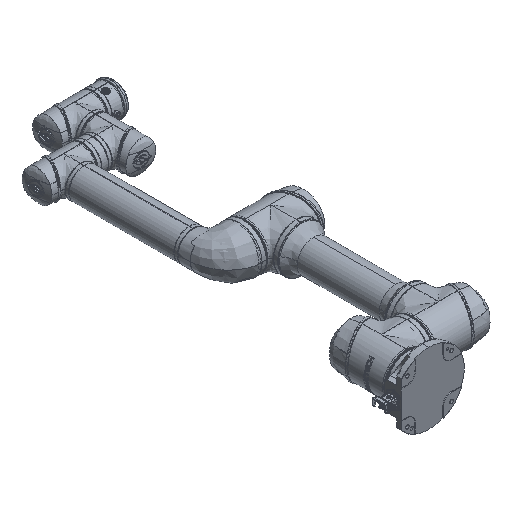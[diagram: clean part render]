
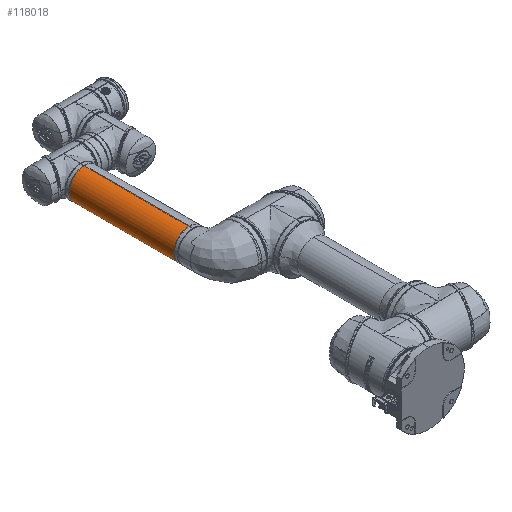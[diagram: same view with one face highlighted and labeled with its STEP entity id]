
A CAD part, isometric view. The second image highlights one B-rep face of the part: STEP entity #118018.
In plain terms, the highlighted cylindrical face has radius 39 mm (diameter 78 mm), a partial arc.
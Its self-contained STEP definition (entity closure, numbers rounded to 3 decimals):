
#20764 = ORIENTED_EDGE ( 'NONE', *, *, #90357, .T. ) ;
#38279 = LINE ( 'NONE', #48275, #186407 ) ;
#45176 = CARTESIAN_POINT ( 'NONE',  ( 13.5, 887.5, 0. ) ) ;
#45340 = DIRECTION ( 'NONE',  ( 0., 0., -1. ) ) ;
#48275 = CARTESIAN_POINT ( 'NONE',  ( 13.5, 606.697, -39. ) ) ;
#52769 = EDGE_CURVE ( 'NONE', #162004, #69449, #38279, .T. ) ;
#55939 = CARTESIAN_POINT ( 'NONE',  ( 13.5, 621.2, -39. ) ) ;
#57256 = CARTESIAN_POINT ( 'NONE',  ( 13.5, 887.5, 39. ) ) ;
#60257 = DIRECTION ( 'NONE',  ( 0., -1., 0. ) ) ;
#69449 = VERTEX_POINT ( 'NONE', #55939 ) ;
#79308 = CARTESIAN_POINT ( 'NONE',  ( 13.5, 606.697, 39. ) ) ;
#83752 = AXIS2_PLACEMENT_3D ( 'NONE', #45176, #191983, #156814 ) ;
#84785 = ORIENTED_EDGE ( 'NONE', *, *, #101477, .T. ) ;
#90357 = EDGE_CURVE ( 'NONE', #69449, #135271, #155097, .T. ) ;
#91914 = CIRCLE ( 'NONE', #83752, 39. ) ;
#93037 = CARTESIAN_POINT ( 'NONE',  ( 13.5, 887.5, -39. ) ) ;
#94415 = EDGE_CURVE ( 'NONE', #100623, #135271, #207407, .T. ) ;
#100623 = VERTEX_POINT ( 'NONE', #57256 ) ;
#101477 = EDGE_CURVE ( 'NONE', #100623, #162004, #91914, .T. ) ;
#118018 = ADVANCED_FACE ( 'NONE', ( #140524 ), #137612, .T. ) ;
#129348 = ORIENTED_EDGE ( 'NONE', *, *, #52769, .T. ) ;
#135271 = VERTEX_POINT ( 'NONE', #171258 ) ;
#137612 = CYLINDRICAL_SURFACE ( 'NONE', #165800, 39. ) ;
#138767 = DIRECTION ( 'NONE',  ( 0., -1., 0. ) ) ;
#140524 = FACE_OUTER_BOUND ( 'NONE', #194204, .T. ) ;
#150258 = DIRECTION ( 'NONE',  ( 0., -1., 0. ) ) ;
#151760 = AXIS2_PLACEMENT_3D ( 'NONE', #207007, #152274, #224915 ) ;
#152274 = DIRECTION ( 'NONE',  ( 0., 1., 0. ) ) ;
#152275 = CARTESIAN_POINT ( 'NONE',  ( 13.5, 606.697, 0. ) ) ;
#155097 = CIRCLE ( 'NONE', #151760, 39. ) ;
#156814 = DIRECTION ( 'NONE',  ( 0., 0., -1. ) ) ;
#159852 = VECTOR ( 'NONE', #150258, 1000. ) ;
#160963 = ORIENTED_EDGE ( 'NONE', *, *, #94415, .F. ) ;
#162004 = VERTEX_POINT ( 'NONE', #93037 ) ;
#165800 = AXIS2_PLACEMENT_3D ( 'NONE', #152275, #60257, #45340 ) ;
#171258 = CARTESIAN_POINT ( 'NONE',  ( 13.5, 621.2, 39. ) ) ;
#186407 = VECTOR ( 'NONE', #138767, 1000. ) ;
#191983 = DIRECTION ( 'NONE',  ( 0., -1., 0. ) ) ;
#194204 = EDGE_LOOP ( 'NONE', ( #160963, #84785, #129348, #20764 ) ) ;
#207007 = CARTESIAN_POINT ( 'NONE',  ( 13.5, 621.2, 0. ) ) ;
#207407 = LINE ( 'NONE', #79308, #159852 ) ;
#224915 = DIRECTION ( 'NONE',  ( 0., 0., -1. ) ) ;
